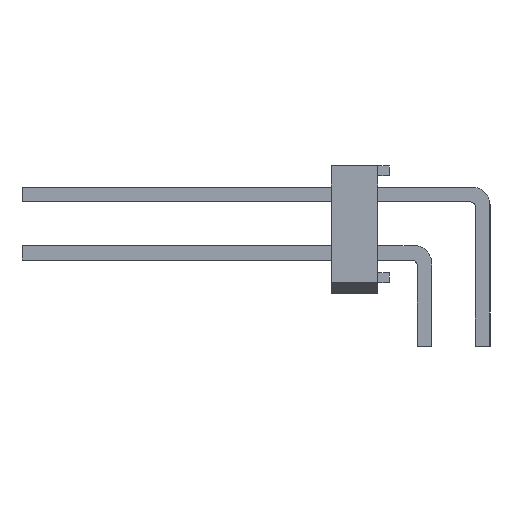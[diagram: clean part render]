
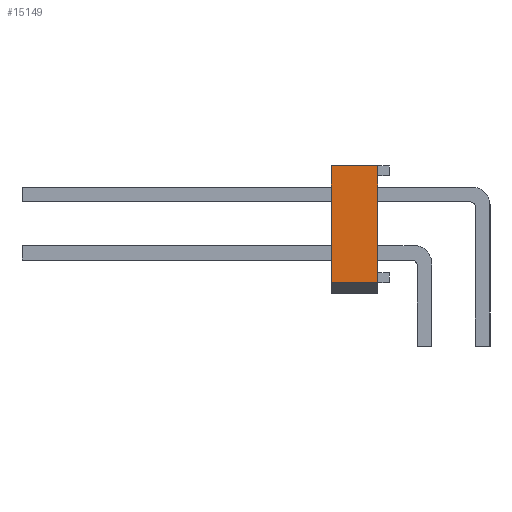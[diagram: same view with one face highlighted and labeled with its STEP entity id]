
A CAD part, left-side view. The second image highlights one B-rep face of the part: STEP entity #15149.
In plain terms, the highlighted face is planar.
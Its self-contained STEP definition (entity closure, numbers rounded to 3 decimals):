
#7916 = VERTEX_POINT('',#7917);
#7917 = CARTESIAN_POINT('',(15.24,2.54,-2.54));
#7923 = EDGE_CURVE('',#7916,#7924,#7926,.T.);
#7924 = VERTEX_POINT('',#7925);
#7925 = CARTESIAN_POINT('',(15.24,0.508,-2.54));
#7926 = LINE('',#7927,#7928);
#7927 = CARTESIAN_POINT('',(15.24,2.54,-2.54));
#7928 = VECTOR('',#7929,1.);
#7929 = DIRECTION('',(0.,-1.,0.));
#15114 = VERTEX_POINT('',#15115);
#15115 = CARTESIAN_POINT('',(15.24,0.508,2.54));
#15123 = EDGE_CURVE('',#15124,#15114,#15126,.T.);
#15124 = VERTEX_POINT('',#15125);
#15125 = CARTESIAN_POINT('',(15.24,2.54,2.54));
#15126 = LINE('',#15127,#15128);
#15127 = CARTESIAN_POINT('',(15.24,2.54,2.54));
#15128 = VECTOR('',#15129,1.);
#15129 = DIRECTION('',(0.,-1.,0.));
#15149 = ADVANCED_FACE('',(#15150),#15166,.F.);
#15150 = FACE_BOUND('',#15151,.T.);
#15151 = EDGE_LOOP('',(#15152,#15158,#15159,#15165));
#15152 = ORIENTED_EDGE('',*,*,#15153,.F.);
#15153 = EDGE_CURVE('',#7924,#15114,#15154,.T.);
#15154 = LINE('',#15155,#15156);
#15155 = CARTESIAN_POINT('',(15.24,0.508,2.54));
#15156 = VECTOR('',#15157,1.);
#15157 = DIRECTION('',(0.,0.,1.));
#15158 = ORIENTED_EDGE('',*,*,#7923,.F.);
#15159 = ORIENTED_EDGE('',*,*,#15160,.F.);
#15160 = EDGE_CURVE('',#15124,#7916,#15161,.T.);
#15161 = LINE('',#15162,#15163);
#15162 = CARTESIAN_POINT('',(15.24,2.54,2.54));
#15163 = VECTOR('',#15164,1.);
#15164 = DIRECTION('',(0.,0.,-1.));
#15165 = ORIENTED_EDGE('',*,*,#15123,.T.);
#15166 = PLANE('',#15167);
#15167 = AXIS2_PLACEMENT_3D('',#15168,#15169,#15170);
#15168 = CARTESIAN_POINT('',(15.24,2.54,2.54));
#15169 = DIRECTION('',(-1.,0.,0.));
#15170 = DIRECTION('',(0.,0.,1.));
